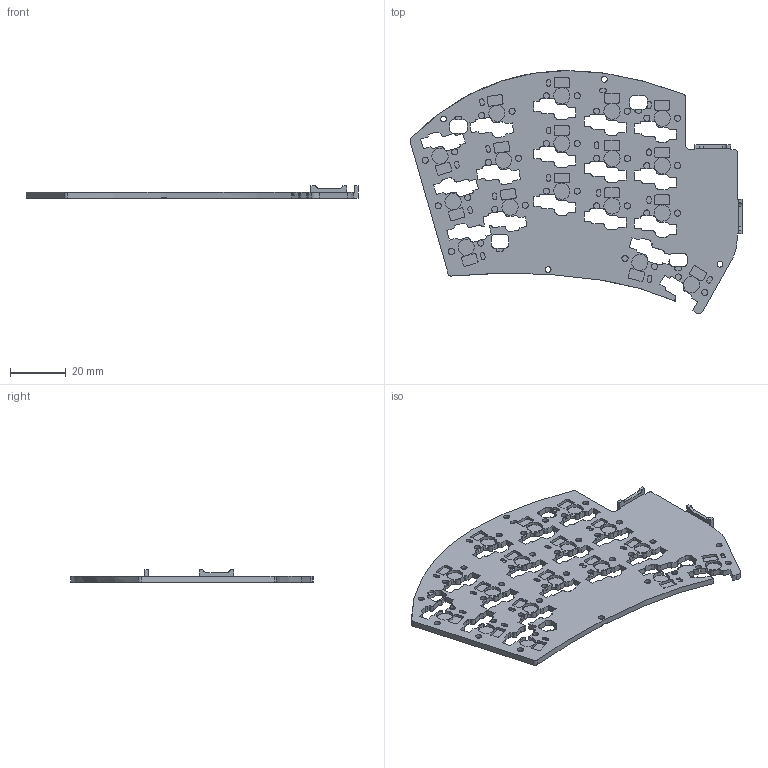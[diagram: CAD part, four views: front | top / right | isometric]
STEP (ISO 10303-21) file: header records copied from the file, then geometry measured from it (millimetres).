
FILE_DESCRIPTION(/* description */ (''),/* implementation_level */ '2;1');
FILE_NAME(/* name */ 'bot_left.step',/* time_stamp */ '2025-11-23T23:27:36+09:00',/* author */ (''),/* organization */ (''),/* preprocessor_version */ 'ST-DEVELOPER v20.1',/* originating_system */ 'Autodesk Translation Framework v14.21.0.0',/* authorisation */ '');
FILE_SCHEMA (('AUTOMOTIVE_DESIGN { 1 0 10303 214 3 1 1 }'));
Length unit declared in the file: millimetre
Products named in the file (1): bot_left
Bounding box: 119.04 x 87.11 x 4.48 mm (x, y, z)
Volume: 12184.6 mm3; surface area: 15829.6 mm2
Topology: 1 solids, 1 shells, 878 faces, 2462 edges, 1640 vertices
Faces by surface type: plane 490, cylinder 377, bspline 7, cone 4
Full cylindrical faces by diameter (mm): 2.1 x4, 2.2 x17, 9 x5
Entity records: 29003 total; most frequent: CARTESIAN_POINT 5478, DIRECTION 4982, ORIENTED_EDGE 4924, EDGE_CURVE 2462, AXIS2_PLACEMENT_3D 1666, LINE 1650, VECTOR 1650, VERTEX_POINT 1640
